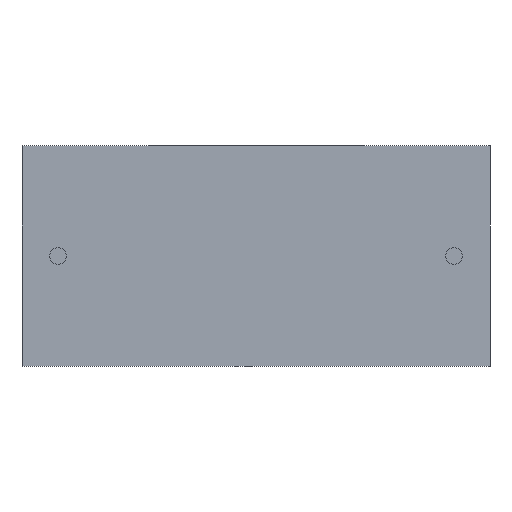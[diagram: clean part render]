
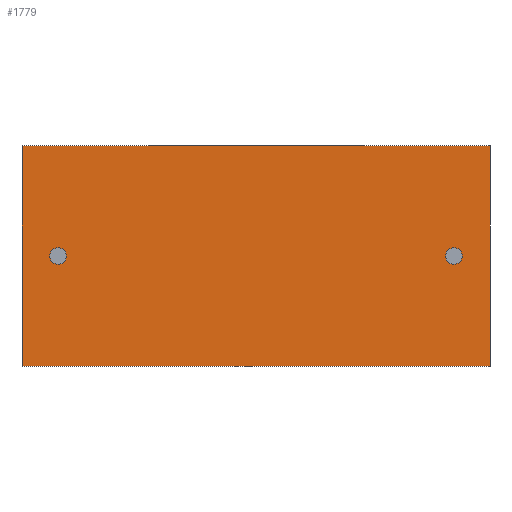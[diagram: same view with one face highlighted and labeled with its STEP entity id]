
A CAD part, front view. The second image highlights one B-rep face of the part: STEP entity #1779.
In plain terms, the highlighted planar face has unit normal (0, -1, 0).
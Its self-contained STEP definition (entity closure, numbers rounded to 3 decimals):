
#2 = DIRECTION ( 'NONE',  ( 1., 0., 0. ) ) ;
#36 = DIRECTION ( 'NONE',  ( 0., 0., -1. ) ) ;
#101 = DIRECTION ( 'NONE',  ( 0., 0., 1. ) ) ;
#108 = VERTEX_POINT ( 'NONE', #1331 ) ;
#120 = ORIENTED_EDGE ( 'NONE', *, *, #2387, .F. ) ;
#148 = DIRECTION ( 'NONE',  ( 1., 0., 0. ) ) ;
#160 = CARTESIAN_POINT ( 'NONE',  ( 0., 0., 0. ) ) ;
#164 = EDGE_LOOP ( 'NONE', ( #1380, #2315, #120, #1751 ) ) ;
#170 = EDGE_LOOP ( 'NONE', ( #805, #985 ) ) ;
#178 = CARTESIAN_POINT ( 'NONE',  ( 22.15, 0., 5.65 ) ) ;
#217 = CARTESIAN_POINT ( 'NONE',  ( 0., 0., 11.3 ) ) ;
#222 = VERTEX_POINT ( 'NONE', #1913 ) ;
#262 = VECTOR ( 'NONE', #2, 1000. ) ;
#335 = VERTEX_POINT ( 'NONE', #2340 ) ;
#425 = CARTESIAN_POINT ( 'NONE',  ( 0., 0., 11.3 ) ) ;
#479 = DIRECTION ( 'NONE',  ( 0., -1., 0. ) ) ;
#554 = DIRECTION ( 'NONE',  ( 0., 1., 0. ) ) ;
#569 = CIRCLE ( 'NONE', #1338, 0.425 ) ;
#588 = EDGE_CURVE ( 'NONE', #108, #1281, #2208, .T. ) ;
#655 = EDGE_CURVE ( 'NONE', #1724, #2350, #2076, .T. ) ;
#666 = AXIS2_PLACEMENT_3D ( 'NONE', #1982, #479, #101 ) ;
#696 = CARTESIAN_POINT ( 'NONE',  ( 1.85, 0., 5.65 ) ) ;
#752 = EDGE_CURVE ( 'NONE', #1103, #222, #2144, .T. ) ;
#760 = LINE ( 'NONE', #2115, #262 ) ;
#805 = ORIENTED_EDGE ( 'NONE', *, *, #588, .F. ) ;
#817 = DIRECTION ( 'NONE',  ( 0., 1., 0. ) ) ;
#934 = CIRCLE ( 'NONE', #666, 0.425 ) ;
#974 = EDGE_CURVE ( 'NONE', #2350, #1724, #569, .T. ) ;
#979 = CARTESIAN_POINT ( 'NONE',  ( 24., 0., 11.3 ) ) ;
#985 = ORIENTED_EDGE ( 'NONE', *, *, #1314, .F. ) ;
#1002 = CARTESIAN_POINT ( 'NONE',  ( 1.85, 0., 5.225 ) ) ;
#1103 = VERTEX_POINT ( 'NONE', #2296 ) ;
#1104 = VERTEX_POINT ( 'NONE', #1912 ) ;
#1139 = AXIS2_PLACEMENT_3D ( 'NONE', #696, #2445, #2033 ) ;
#1207 = VECTOR ( 'NONE', #36, 1000. ) ;
#1228 = ORIENTED_EDGE ( 'NONE', *, *, #655, .T. ) ;
#1268 = LINE ( 'NONE', #160, #1467 ) ;
#1281 = VERTEX_POINT ( 'NONE', #1002 ) ;
#1314 = EDGE_CURVE ( 'NONE', #1281, #108, #934, .T. ) ;
#1331 = CARTESIAN_POINT ( 'NONE',  ( 1.85, 0., 6.075 ) ) ;
#1338 = AXIS2_PLACEMENT_3D ( 'NONE', #2245, #2451, #1848 ) ;
#1362 = PLANE ( 'NONE',  #1814 ) ;
#1380 = ORIENTED_EDGE ( 'NONE', *, *, #2338, .T. ) ;
#1467 = VECTOR ( 'NONE', #148, 1000. ) ;
#1543 = DIRECTION ( 'NONE',  ( 0., 0., -1. ) ) ;
#1555 = CARTESIAN_POINT ( 'NONE',  ( 22.15, 0., 5.225 ) ) ;
#1630 = EDGE_LOOP ( 'NONE', ( #1663, #1228 ) ) ;
#1663 = ORIENTED_EDGE ( 'NONE', *, *, #974, .T. ) ;
#1686 = EDGE_CURVE ( 'NONE', #335, #1104, #1703, .T. ) ;
#1699 = FACE_OUTER_BOUND ( 'NONE', #164, .T. ) ;
#1703 = LINE ( 'NONE', #217, #1207 ) ;
#1724 = VERTEX_POINT ( 'NONE', #1555 ) ;
#1751 = ORIENTED_EDGE ( 'NONE', *, *, #1686, .T. ) ;
#1779 = ADVANCED_FACE ( 'NONE', ( #2167, #1699, #2230 ), #1362, .F. ) ;
#1814 = AXIS2_PLACEMENT_3D ( 'NONE', #425, #817, #2363 ) ;
#1848 = DIRECTION ( 'NONE',  ( 0., 0., -1. ) ) ;
#1861 = CARTESIAN_POINT ( 'NONE',  ( 22.15, 0., 6.075 ) ) ;
#1912 = CARTESIAN_POINT ( 'NONE',  ( 0., 0., 0. ) ) ;
#1913 = CARTESIAN_POINT ( 'NONE',  ( 24., 0., 0. ) ) ;
#1953 = VECTOR ( 'NONE', #1543, 1000. ) ;
#1982 = CARTESIAN_POINT ( 'NONE',  ( 1.85, 0., 5.65 ) ) ;
#2033 = DIRECTION ( 'NONE',  ( 0., 0., 1. ) ) ;
#2076 = CIRCLE ( 'NONE', #2310, 0.425 ) ;
#2115 = CARTESIAN_POINT ( 'NONE',  ( 0., 0., 11.3 ) ) ;
#2144 = LINE ( 'NONE', #979, #1953 ) ;
#2167 = FACE_BOUND ( 'NONE', #1630, .T. ) ;
#2208 = CIRCLE ( 'NONE', #1139, 0.425 ) ;
#2230 = FACE_BOUND ( 'NONE', #170, .T. ) ;
#2245 = CARTESIAN_POINT ( 'NONE',  ( 22.15, 0., 5.65 ) ) ;
#2282 = DIRECTION ( 'NONE',  ( 0., 0., -1. ) ) ;
#2296 = CARTESIAN_POINT ( 'NONE',  ( 24., 0., 11.3 ) ) ;
#2310 = AXIS2_PLACEMENT_3D ( 'NONE', #178, #554, #2282 ) ;
#2315 = ORIENTED_EDGE ( 'NONE', *, *, #752, .F. ) ;
#2338 = EDGE_CURVE ( 'NONE', #1104, #222, #1268, .T. ) ;
#2340 = CARTESIAN_POINT ( 'NONE',  ( 0., 0., 11.3 ) ) ;
#2350 = VERTEX_POINT ( 'NONE', #1861 ) ;
#2363 = DIRECTION ( 'NONE',  ( 0., 0., 1. ) ) ;
#2387 = EDGE_CURVE ( 'NONE', #335, #1103, #760, .T. ) ;
#2445 = DIRECTION ( 'NONE',  ( 0., -1., 0. ) ) ;
#2451 = DIRECTION ( 'NONE',  ( 0., 1., 0. ) ) ;
